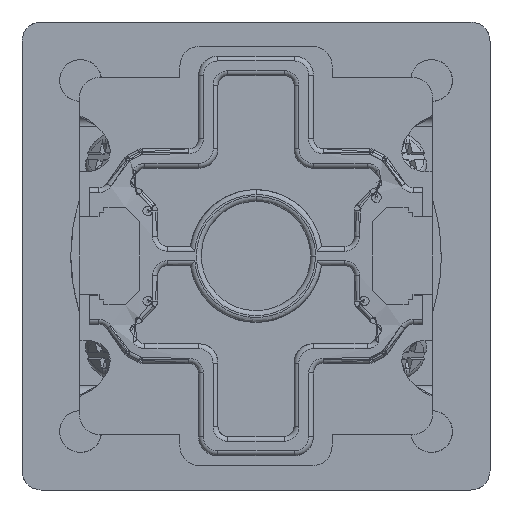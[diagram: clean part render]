
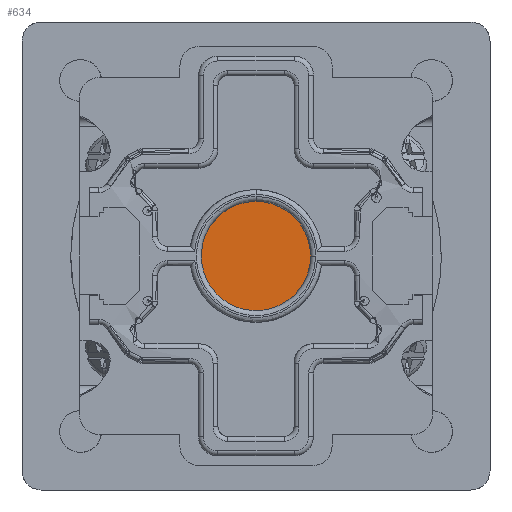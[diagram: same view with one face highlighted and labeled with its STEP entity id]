
A CAD part, front view. The second image highlights one B-rep face of the part: STEP entity #634.
In plain terms, the highlighted planar face has unit normal (0, -1, 0).
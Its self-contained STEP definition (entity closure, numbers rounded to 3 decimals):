
#555=CARTESIAN_POINT('',(0.,-85.5,0.));
#556=DIRECTION('',(0.,-1.,0.));
#557=DIRECTION('',(1.,0.,0.));
#558=AXIS2_PLACEMENT_3D('',#555,#556,#557);
#559=PLANE('',#558);
#560=CARTESIAN_POINT('',(5.6,-85.5,-0.));
#561=VERTEX_POINT('',#560);
#562=CARTESIAN_POINT('',(0.,-85.5,5.6));
#563=VERTEX_POINT('',#562);
#564=CARTESIAN_POINT('',(5.6,-85.5,-0.));
#565=CARTESIAN_POINT('',(5.6,-85.5,0.733));
#566=CARTESIAN_POINT('',(5.454,-85.5,1.466));
#567=CARTESIAN_POINT('',(5.174,-85.5,2.143));
#568=CARTESIAN_POINT('',(4.893,-85.5,2.82));
#569=CARTESIAN_POINT('',(4.478,-85.5,3.441));
#570=CARTESIAN_POINT('',(3.96,-85.5,3.96));
#571=CARTESIAN_POINT('',(3.441,-85.5,4.478));
#572=CARTESIAN_POINT('',(2.82,-85.5,4.893));
#573=CARTESIAN_POINT('',(2.143,-85.5,5.174));
#574=CARTESIAN_POINT('',(1.466,-85.5,5.454));
#575=CARTESIAN_POINT('',(0.733,-85.5,5.6));
#576=CARTESIAN_POINT('',(0.,-85.5,5.6));
#577=B_SPLINE_CURVE_WITH_KNOTS('',3,(#564,#565,#566,#567,#568,#569,#570,#571,#572,#573,#574,#575,#576),.UNSPECIFIED.,.F.,.F.,(4,3,3,3,4),(0.,22.5,45.,67.5,90.),.UNSPECIFIED.);
#578=EDGE_CURVE('',#561,#563,#577,.T.);
#579=ORIENTED_EDGE('',*,*,#578,.T.);
#580=CARTESIAN_POINT('',(0.,-85.5,5.6));
#581=CARTESIAN_POINT('',(-0.55,-85.5,5.6));
#582=CARTESIAN_POINT('',(-1.099,-85.5,5.518));
#583=CARTESIAN_POINT('',(-1.626,-85.5,5.359));
#584=CARTESIAN_POINT('',(-2.152,-85.5,5.199));
#585=CARTESIAN_POINT('',(-2.654,-85.5,4.962));
#586=CARTESIAN_POINT('',(-3.111,-85.5,4.656));
#587=CARTESIAN_POINT('',(-3.568,-85.5,4.351));
#588=CARTESIAN_POINT('',(-3.98,-85.5,3.978));
#589=CARTESIAN_POINT('',(-4.329,-85.5,3.553));
#590=CARTESIAN_POINT('',(-4.678,-85.5,3.128));
#591=CARTESIAN_POINT('',(-4.963,-85.5,2.651));
#592=CARTESIAN_POINT('',(-5.174,-85.5,2.143));
#593=CARTESIAN_POINT('',(-5.384,-85.5,1.635));
#594=CARTESIAN_POINT('',(-5.519,-85.5,1.096));
#595=CARTESIAN_POINT('',(-5.573,-85.5,0.549));
#596=CARTESIAN_POINT('',(-5.627,-85.5,0.002));
#597=CARTESIAN_POINT('',(-5.6,-85.5,-0.553));
#598=CARTESIAN_POINT('',(-5.492,-85.5,-1.093));
#599=CARTESIAN_POINT('',(-5.385,-85.5,-1.632));
#600=CARTESIAN_POINT('',(-5.198,-85.5,-2.155));
#601=CARTESIAN_POINT('',(-4.939,-85.5,-2.64));
#602=CARTESIAN_POINT('',(-4.68,-85.5,-3.125));
#603=CARTESIAN_POINT('',(-4.349,-85.5,-3.571));
#604=CARTESIAN_POINT('',(-3.96,-85.5,-3.96));
#605=CARTESIAN_POINT('',(-3.571,-85.5,-4.349));
#606=CARTESIAN_POINT('',(-3.125,-85.5,-4.68));
#607=CARTESIAN_POINT('',(-2.64,-85.5,-4.939));
#608=CARTESIAN_POINT('',(-2.155,-85.5,-5.198));
#609=CARTESIAN_POINT('',(-1.632,-85.5,-5.385));
#610=CARTESIAN_POINT('',(-1.093,-85.5,-5.492));
#611=CARTESIAN_POINT('',(-0.553,-85.5,-5.6));
#612=CARTESIAN_POINT('',(0.002,-85.5,-5.627));
#613=CARTESIAN_POINT('',(0.549,-85.5,-5.573));
#614=CARTESIAN_POINT('',(1.096,-85.5,-5.519));
#615=CARTESIAN_POINT('',(1.635,-85.5,-5.384));
#616=CARTESIAN_POINT('',(2.143,-85.5,-5.174));
#617=CARTESIAN_POINT('',(2.651,-85.5,-4.963));
#618=CARTESIAN_POINT('',(3.128,-85.5,-4.678));
#619=CARTESIAN_POINT('',(3.553,-85.5,-4.329));
#620=CARTESIAN_POINT('',(3.978,-85.5,-3.98));
#621=CARTESIAN_POINT('',(4.351,-85.5,-3.568));
#622=CARTESIAN_POINT('',(4.656,-85.5,-3.111));
#623=CARTESIAN_POINT('',(4.962,-85.5,-2.654));
#624=CARTESIAN_POINT('',(5.199,-85.5,-2.152));
#625=CARTESIAN_POINT('',(5.359,-85.5,-1.626));
#626=CARTESIAN_POINT('',(5.518,-85.5,-1.099));
#627=CARTESIAN_POINT('',(5.6,-85.5,-0.55));
#628=CARTESIAN_POINT('',(5.6,-85.5,-0.));
#629=B_SPLINE_CURVE_WITH_KNOTS('',3,(#580,#581,#582,#583,#584,#585,#586,#587,#588,#589,#590,#591,#592,#593,#594,#595,#596,#597,#598,#599,#600,#601,#602,#603,#604,#605,
#606,#607,#608,#609,#610,#611,#612,#613,#614,#615,#616,#617,#618,#619,#620,#621,#622,#623,#624,#625,#626,#627,#628),.UNSPECIFIED.,.F.,.F.,(4,3,3,3,3,3,3,3,3,3,3,3,3,3,3,3,4),(90.,106.875,123.75,140.625,157.5,174.375,191.25,208.125,225.,241.875,258.75,275.625,292.5,309.375,326.25,343.125,360.),.UNSPECIFIED.);
#630=EDGE_CURVE('',#563,#561,#629,.T.);
#631=ORIENTED_EDGE('',*,*,#630,.T.);
#632=EDGE_LOOP('',(#579,#631));
#633=FACE_BOUND('',#632,.T.);
#634=ADVANCED_FACE('',(#633),#559,.T.);
